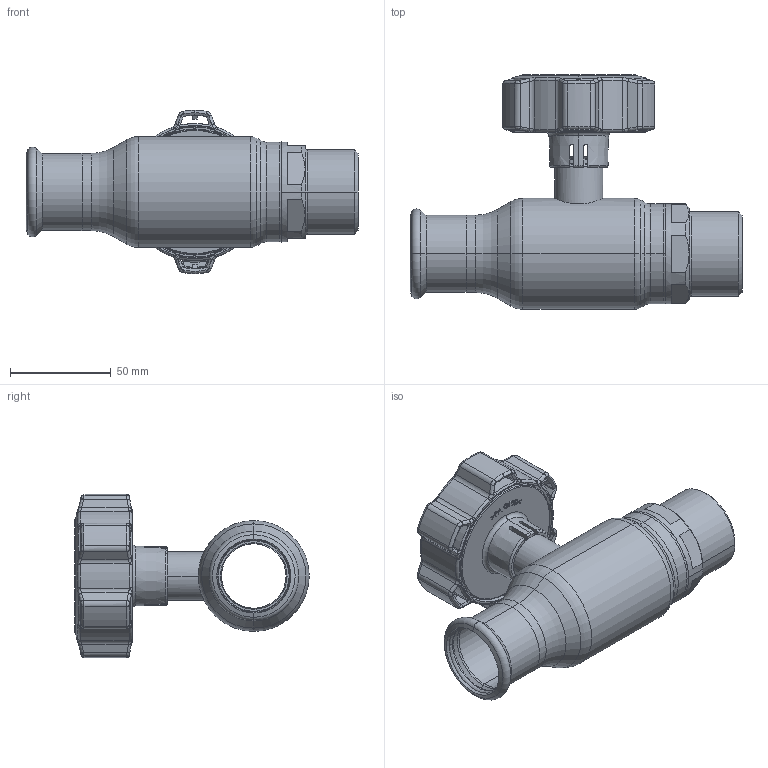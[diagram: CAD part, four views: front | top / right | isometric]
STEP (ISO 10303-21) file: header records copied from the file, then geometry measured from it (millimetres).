
FILE_DESCRIPTION (( 'STEP AP214' ), '1' );
FILE_NAME ('2032001200-0200.step', '2024-01-11T11:12:50', ( '' ), ( '' ), 'SwSTEP 2.0', 'SolidWorks 2021', '' );
FILE_SCHEMA (( 'AUTOMOTIVE_DESIGN' ));
Length unit declared in the file: millimetre
Products named in the file (1): 2032001200-0200
Bounding box: 164.8 x 116.35 x 81 mm (x, y, z)
Surface area: 62058.1 mm2 (no closed solid volume)
Topology: 0 solids, 15 shells, 576 faces, 1798 edges, 1203 vertices
Faces by surface type: bspline 187, cylinder 135, plane 114, cone 81, torus 59
Entity records: 36861 total; most frequent: CARTESIAN_POINT 16708, ORIENTED_EDGE 3069, DIRECTION 2287, EDGE_CURVE 1796, VERTEX_POINT 1203, AXIS2_PLACEMENT_3D 894, B_SPLINE_CURVE_WITH_KNOTS 749, EDGE_LOOP 608
